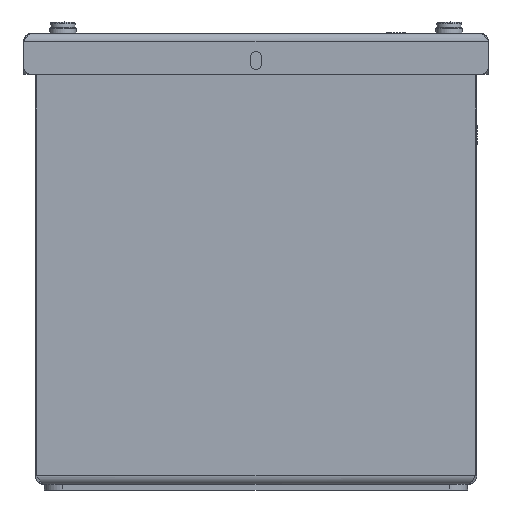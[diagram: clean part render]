
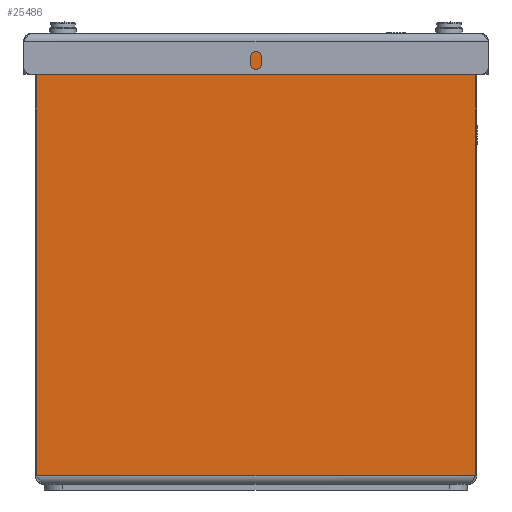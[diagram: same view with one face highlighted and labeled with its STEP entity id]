
A CAD part, left-side view. The second image highlights one B-rep face of the part: STEP entity #25486.
In plain terms, the highlighted planar face has unit normal (-1, 0, 0).
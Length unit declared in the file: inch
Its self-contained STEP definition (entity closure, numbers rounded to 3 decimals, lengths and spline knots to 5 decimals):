
#358 = VERTEX_POINT ( 'NONE', #15259 ) ;
#567 = CARTESIAN_POINT ( 'NONE',  ( 0., 6., 0. ) ) ;
#868 = EDGE_CURVE ( 'NONE', #358, #22481, #4696, .T. ) ;
#1714 = CARTESIAN_POINT ( 'NONE',  ( 0., 5.21875, 5.93 ) ) ;
#1917 = CARTESIAN_POINT ( 'NONE',  ( 0., 0.032, 5.92 ) ) ;
#2720 = LINE ( 'NONE', #29993, #7901 ) ;
#2833 = ORIENTED_EDGE ( 'NONE', *, *, #18508, .T. ) ;
#3387 = EDGE_CURVE ( 'NONE', #22404, #6670, #13581, .T. ) ;
#4256 = CARTESIAN_POINT ( 'NONE',  ( 0., 6., 5.93 ) ) ;
#4281 = LINE ( 'NONE', #21481, #11960 ) ;
#4696 = CIRCLE ( 'NONE', #26328, 0.01 ) ;
#5203 = DIRECTION ( 'NONE',  ( -1., 0., 0. ) ) ;
#6670 = VERTEX_POINT ( 'NONE', #23404 ) ;
#7719 = CARTESIAN_POINT ( 'NONE',  ( 0., 0.78125, 5.93 ) ) ;
#7901 = VECTOR ( 'NONE', #29666, 39.37008 ) ;
#8109 = CIRCLE ( 'NONE', #19188, 0.01 ) ;
#8728 = EDGE_CURVE ( 'NONE', #9963, #9266, #30278, .T. ) ;
#9266 = VERTEX_POINT ( 'NONE', #13297 ) ;
#9963 = VERTEX_POINT ( 'NONE', #24941 ) ;
#10525 = EDGE_CURVE ( 'NONE', #358, #31540, #30815, .T. ) ;
#10532 = DIRECTION ( 'NONE',  ( 0., 0., 1. ) ) ;
#10542 = ORIENTED_EDGE ( 'NONE', *, *, #15486, .T. ) ;
#10671 = DIRECTION ( 'NONE',  ( 0., 0., -1. ) ) ;
#10996 = ORIENTED_EDGE ( 'NONE', *, *, #8728, .T. ) ;
#11136 = DIRECTION ( 'NONE',  ( 0., 1., 0. ) ) ;
#11254 = ORIENTED_EDGE ( 'NONE', *, *, #868, .F. ) ;
#11320 = VERTEX_POINT ( 'NONE', #31011 ) ;
#11554 = EDGE_CURVE ( 'NONE', #11320, #9266, #8109, .T. ) ;
#11743 = VECTOR ( 'NONE', #25174, 39.37008 ) ;
#11960 = VECTOR ( 'NONE', #13883, 39.37008 ) ;
#13297 = CARTESIAN_POINT ( 'NONE',  ( 0., 0.022, 5.92 ) ) ;
#13325 = CARTESIAN_POINT ( 'NONE',  ( 0., 5.21875, 0. ) ) ;
#13443 = DIRECTION ( 'NONE',  ( 0., 0., 1. ) ) ;
#13581 = LINE ( 'NONE', #15422, #14799 ) ;
#13883 = DIRECTION ( 'NONE',  ( 0., 1., 0. ) ) ;
#14046 = EDGE_LOOP ( 'NONE', ( #24141, #11254, #16601, #25387, #10996, #17486, #2833, #22281, #14140, #10542 ) ) ;
#14140 = ORIENTED_EDGE ( 'NONE', *, *, #22703, .T. ) ;
#14283 = VERTEX_POINT ( 'NONE', #1714 ) ;
#14799 = VECTOR ( 'NONE', #20700, 39.37008 ) ;
#15133 = VECTOR ( 'NONE', #10532, 39.37008 ) ;
#15259 = CARTESIAN_POINT ( 'NONE',  ( 0., 5.978, 5.92 ) ) ;
#15350 = EDGE_CURVE ( 'NONE', #9963, #31540, #4281, .T. ) ;
#15422 = CARTESIAN_POINT ( 'NONE',  ( 0., 0.78125, 0. ) ) ;
#15461 = CARTESIAN_POINT ( 'NONE',  ( 0., 5.978, 0. ) ) ;
#15486 = EDGE_CURVE ( 'NONE', #25360, #14283, #20764, .T. ) ;
#15978 = DIRECTION ( 'NONE',  ( 1., 0., 0. ) ) ;
#16601 = ORIENTED_EDGE ( 'NONE', *, *, #10525, .T. ) ;
#17486 = ORIENTED_EDGE ( 'NONE', *, *, #11554, .F. ) ;
#17488 = CARTESIAN_POINT ( 'NONE',  ( 0., 5.978, 0.12 ) ) ;
#18508 = EDGE_CURVE ( 'NONE', #11320, #22404, #29552, .T. ) ;
#18943 = CARTESIAN_POINT ( 'NONE',  ( 0., 5.968, 5.92 ) ) ;
#19188 = AXIS2_PLACEMENT_3D ( 'NONE', #1917, #27210, #26556 ) ;
#20700 = DIRECTION ( 'NONE',  ( 0., 0., -1. ) ) ;
#20764 = LINE ( 'NONE', #13325, #15133 ) ;
#21100 = DIRECTION ( 'NONE',  ( 0., 0., -1. ) ) ;
#21481 = CARTESIAN_POINT ( 'NONE',  ( 0., 6., 0.12 ) ) ;
#22281 = ORIENTED_EDGE ( 'NONE', *, *, #3387, .T. ) ;
#22404 = VERTEX_POINT ( 'NONE', #7719 ) ;
#22481 = VERTEX_POINT ( 'NONE', #30679 ) ;
#22703 = EDGE_CURVE ( 'NONE', #6670, #25360, #2720, .T. ) ;
#23018 = CARTESIAN_POINT ( 'NONE',  ( 0., 0.022, 0. ) ) ;
#23212 = FACE_OUTER_BOUND ( 'NONE', #14046, .T. ) ;
#23404 = CARTESIAN_POINT ( 'NONE',  ( 0., 0.78125, 5.888 ) ) ;
#24141 = ORIENTED_EDGE ( 'NONE', *, *, #26310, .T. ) ;
#24941 = CARTESIAN_POINT ( 'NONE',  ( 0., 0.022, 0.12 ) ) ;
#25174 = DIRECTION ( 'NONE',  ( 0., 0., 1. ) ) ;
#25360 = VERTEX_POINT ( 'NONE', #25858 ) ;
#25387 = ORIENTED_EDGE ( 'NONE', *, *, #15350, .F. ) ;
#25486 = ADVANCED_FACE ( 'NONE', ( #23212 ), #25696, .T. ) ;
#25696 = PLANE ( 'NONE',  #30149 ) ;
#25858 = CARTESIAN_POINT ( 'NONE',  ( 0., 5.21875, 5.888 ) ) ;
#26310 = EDGE_CURVE ( 'NONE', #14283, #22481, #29142, .T. ) ;
#26328 = AXIS2_PLACEMENT_3D ( 'NONE', #18943, #15978, #21100 ) ;
#26556 = DIRECTION ( 'NONE',  ( 0., 0., 1. ) ) ;
#26674 = VECTOR ( 'NONE', #26752, 39.37008 ) ;
#26752 = DIRECTION ( 'NONE',  ( 0., 1., 0. ) ) ;
#27210 = DIRECTION ( 'NONE',  ( 1., 0., 0. ) ) ;
#28819 = CARTESIAN_POINT ( 'NONE',  ( 0., 6., 5.93 ) ) ;
#29142 = LINE ( 'NONE', #28819, #32093 ) ;
#29552 = LINE ( 'NONE', #4256, #26674 ) ;
#29666 = DIRECTION ( 'NONE',  ( 0., 1., 0. ) ) ;
#29993 = CARTESIAN_POINT ( 'NONE',  ( 0., 6., 5.888 ) ) ;
#30149 = AXIS2_PLACEMENT_3D ( 'NONE', #567, #5203, #13443 ) ;
#30278 = LINE ( 'NONE', #23018, #11743 ) ;
#30679 = CARTESIAN_POINT ( 'NONE',  ( 0., 5.968, 5.93 ) ) ;
#30815 = LINE ( 'NONE', #15461, #32351 ) ;
#31011 = CARTESIAN_POINT ( 'NONE',  ( 0., 0.032, 5.93 ) ) ;
#31540 = VERTEX_POINT ( 'NONE', #17488 ) ;
#32093 = VECTOR ( 'NONE', #11136, 39.37008 ) ;
#32351 = VECTOR ( 'NONE', #10671, 39.37008 ) ;
